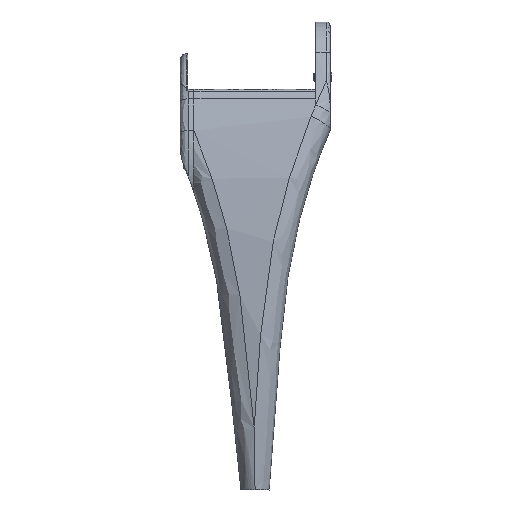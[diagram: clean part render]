
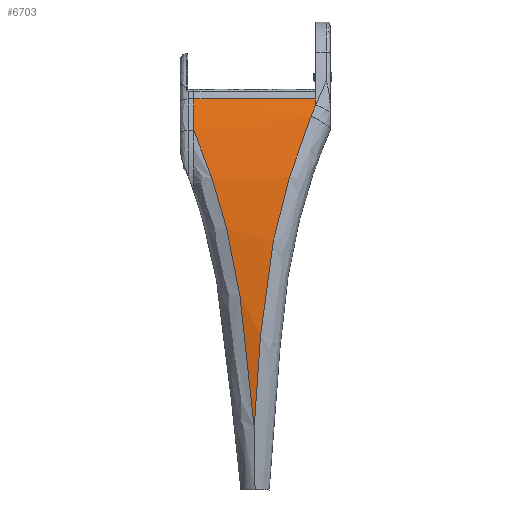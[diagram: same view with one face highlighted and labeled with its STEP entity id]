
A CAD part, top view. The second image highlights one B-rep face of the part: STEP entity #6703.
In plain terms, the highlighted free-form (B-spline) face has degree [5, 1] with [14, 2] control points.
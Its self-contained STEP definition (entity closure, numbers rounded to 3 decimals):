
#67=(
BOUNDED_SURFACE()
B_SPLINE_SURFACE(5,1,((#15639,#15640),(#15641,#15642),(#15643,#15644),(#15645,
#15646),(#15647,#15648),(#15649,#15650),(#15651,#15652),(#15653,#15654),
(#15655,#15656),(#15657,#15658),(#15659,#15660),(#15661,#15662),(#15663,
#15664),(#15665,#15666)),.UNSPECIFIED.,.F.,.F.,.F.)
B_SPLINE_SURFACE_WITH_KNOTS((6,1,1,1,1,1,1,1,1,6),(2,2),(-0.836,
-0.8,-0.7,-0.6,-0.5,-0.4,-0.3,-0.2,-0.1,0.),(0.,5.428),.UNSPECIFIED.)
GEOMETRIC_REPRESENTATION_ITEM()
RATIONAL_B_SPLINE_SURFACE(((1.,1.),(1.,1.),(1.,1.),(1.,1.),(1.,1.),(1.,
1.),(1.,1.),(1.,1.),(1.,1.),(1.,1.),(1.,1.),(1.,1.),(1.,1.),(1.,1.)))
REPRESENTATION_ITEM('')
SURFACE()
);
#407=B_SPLINE_CURVE_WITH_KNOTS('',3,(#15018,#15019,#15020,#15021),
 .UNSPECIFIED.,.F.,.F.,(4,4),(-1.201,0.),.UNSPECIFIED.);
#427=B_SPLINE_CURVE_WITH_KNOTS('',3,(#15563,#15564,#15565,#15566,#15567,
#15568,#15569,#15570,#15571,#15572),.UNSPECIFIED.,.F.,.F.,(4,1,1,1,1,1,
1,4),(-13.554,-10.844,-8.133,-6.777,
-5.422,-4.066,-2.711,-2.252),
 .UNSPECIFIED.);
#432=B_SPLINE_CURVE_WITH_KNOTS('',3,(#15635,#15636,#15637,#15638),
 .UNSPECIFIED.,.F.,.F.,(4,4),(-0.455,0.),
 .UNSPECIFIED.);
#433=B_SPLINE_CURVE_WITH_KNOTS('',3,(#15673,#15674,#15675,#15676,#15677,
#15678,#15679,#15680,#15681,#15682),.UNSPECIFIED.,.F.,.F.,(4,1,1,1,1,1,
1,4),(-8.847,-8.487,-5.871,-4.563,
-3.254,-1.946,-0.638,1.979),
 .UNSPECIFIED.);
#626=FACE_OUTER_BOUND('',#1011,.T.);
#1011=EDGE_LOOP('',(#5068,#5069,#5070,#5071,#5072,#5073));
#1584=(
BOUNDED_CURVE()
B_SPLINE_CURVE(5,(#15667,#15668,#15669,#15670,#15671,#15672),
 .UNSPECIFIED.,.F.,.F.)
B_SPLINE_CURVE_WITH_KNOTS((6,6),(-0.836,-0.818),
 .UNSPECIFIED.)
CURVE()
GEOMETRIC_REPRESENTATION_ITEM()
RATIONAL_B_SPLINE_CURVE((1.,1.,1.,1.,1.,1.))
REPRESENTATION_ITEM('')
);
#1711=LINE('',#15463,#2261);
#2261=VECTOR('',#7969,10.);
#2891=VERTEX_POINT('',#15004);
#2892=VERTEX_POINT('',#15017);
#2933=VERTEX_POINT('',#15356);
#2939=VERTEX_POINT('',#15462);
#2940=VERTEX_POINT('',#15560);
#2941=VERTEX_POINT('',#15562);
#3665=EDGE_CURVE('',#2891,#2892,#407,.T.);
#3722=EDGE_CURVE('',#2939,#2892,#1711,.T.);
#3725=EDGE_CURVE('',#2940,#2941,#427,.T.);
#3730=EDGE_CURVE('',#2933,#2940,#432,.T.);
#3731=EDGE_CURVE('',#2939,#2933,#1584,.T.);
#3732=EDGE_CURVE('',#2941,#2891,#433,.T.);
#5068=ORIENTED_EDGE('',*,*,#3725,.F.);
#5069=ORIENTED_EDGE('',*,*,#3730,.F.);
#5070=ORIENTED_EDGE('',*,*,#3731,.F.);
#5071=ORIENTED_EDGE('',*,*,#3722,.T.);
#5072=ORIENTED_EDGE('',*,*,#3665,.F.);
#5073=ORIENTED_EDGE('',*,*,#3732,.F.);
#6703=ADVANCED_FACE('',(#626),#67,.F.);
#7969=DIRECTION('',(-1.,0.,0.));
#15004=CARTESIAN_POINT('',(-75.114,3.579,57.576));
#15017=CARTESIAN_POINT('',(-75.114,15.095,54.213));
#15018=CARTESIAN_POINT('Ctrl Pts',(-75.114,3.579,57.576));
#15019=CARTESIAN_POINT('Ctrl Pts',(-75.114,7.464,56.627));
#15020=CARTESIAN_POINT('Ctrl Pts',(-75.114,11.308,55.512));
#15021=CARTESIAN_POINT('Ctrl Pts',(-75.114,15.095,54.213));
#15356=CARTESIAN_POINT('',(-30.984,12.959,54.924));
#15462=CARTESIAN_POINT('',(-30.984,15.095,54.213));
#15463=CARTESIAN_POINT('',(-25.834,15.095,54.213));
#15560=CARTESIAN_POINT('',(-32.734,8.692,56.223));
#15562=CARTESIAN_POINT('',(-53.308,-104.087,57.72));
#15563=CARTESIAN_POINT('Ctrl Pts',(-32.734,8.692,56.223));
#15564=CARTESIAN_POINT('Ctrl Pts',(-36.157,0.171,58.657));
#15565=CARTESIAN_POINT('Ctrl Pts',(-42.358,-17.478,
61.849));
#15566=CARTESIAN_POINT('Ctrl Pts',(-47.412,-40.263,
62.678));
#15567=CARTESIAN_POINT('Ctrl Pts',(-49.9,-58.551,
62.137));
#15568=CARTESIAN_POINT('Ctrl Pts',(-51.212,-72.255,
61.244));
#15569=CARTESIAN_POINT('Ctrl Pts',(-52.176,-85.909,
59.965));
#15570=CARTESIAN_POINT('Ctrl Pts',(-52.83,-96.509,58.719));
#15571=CARTESIAN_POINT('Ctrl Pts',(-53.21,-102.557,
57.926));
#15572=CARTESIAN_POINT('Ctrl Pts',(-53.308,-104.086,
57.72));
#15635=CARTESIAN_POINT('Ctrl Pts',(-30.984,12.959,54.924));
#15636=CARTESIAN_POINT('Ctrl Pts',(-31.575,11.546,55.381));
#15637=CARTESIAN_POINT('Ctrl Pts',(-32.159,10.123,55.814));
#15638=CARTESIAN_POINT('Ctrl Pts',(-32.734,8.692,56.223));
#15639=CARTESIAN_POINT('Ctrl Pts',(-25.834,15.095,54.213));
#15640=CARTESIAN_POINT('Ctrl Pts',(-80.114,15.095,54.213));
#15641=CARTESIAN_POINT('Ctrl Pts',(-25.834,14.242,54.505));
#15642=CARTESIAN_POINT('Ctrl Pts',(-80.114,14.242,54.505));
#15643=CARTESIAN_POINT('Ctrl Pts',(-25.834,10.97,55.595));
#15644=CARTESIAN_POINT('Ctrl Pts',(-80.114,10.97,55.595));
#15645=CARTESIAN_POINT('Ctrl Pts',(-25.834,5.096,57.335));
#15646=CARTESIAN_POINT('Ctrl Pts',(-80.114,5.096,57.335));
#15647=CARTESIAN_POINT('Ctrl Pts',(-25.834,-3.75,
59.419));
#15648=CARTESIAN_POINT('Ctrl Pts',(-80.114,-3.75,
59.419));
#15649=CARTESIAN_POINT('Ctrl Pts',(-25.834,-16.163,
61.362));
#15650=CARTESIAN_POINT('Ctrl Pts',(-80.114,-16.163,
61.362));
#15651=CARTESIAN_POINT('Ctrl Pts',(-25.834,-31.728,
62.511));
#15652=CARTESIAN_POINT('Ctrl Pts',(-80.114,-31.728,
62.511));
#15653=CARTESIAN_POINT('Ctrl Pts',(-25.834,-48.557,
62.623));
#15654=CARTESIAN_POINT('Ctrl Pts',(-80.114,-48.557,
62.623));
#15655=CARTESIAN_POINT('Ctrl Pts',(-25.834,-66.54,
61.791));
#15656=CARTESIAN_POINT('Ctrl Pts',(-80.114,-66.54,
61.791));
#15657=CARTESIAN_POINT('Ctrl Pts',(-25.834,-85.554,
60.115));
#15658=CARTESIAN_POINT('Ctrl Pts',(-80.114,-85.554,
60.115));
#15659=CARTESIAN_POINT('Ctrl Pts',(-25.834,-101.508,
58.164));
#15660=CARTESIAN_POINT('Ctrl Pts',(-80.114,-101.508,
58.164));
#15661=CARTESIAN_POINT('Ctrl Pts',(-25.834,-113.864,
56.382));
#15662=CARTESIAN_POINT('Ctrl Pts',(-80.114,-113.864,
56.382));
#15663=CARTESIAN_POINT('Ctrl Pts',(-25.834,-122.271,
55.055));
#15664=CARTESIAN_POINT('Ctrl Pts',(-80.114,-122.271,
55.055));
#15665=CARTESIAN_POINT('Ctrl Pts',(-25.834,-126.517,
54.356));
#15666=CARTESIAN_POINT('Ctrl Pts',(-80.114,-126.517,
54.356));
#15667=CARTESIAN_POINT('Ctrl Pts',(-30.984,15.095,54.213));
#15668=CARTESIAN_POINT('Ctrl Pts',(-30.984,14.672,54.358));
#15669=CARTESIAN_POINT('Ctrl Pts',(-30.984,14.247,54.502));
#15670=CARTESIAN_POINT('Ctrl Pts',(-30.984,13.819,54.644));
#15671=CARTESIAN_POINT('Ctrl Pts',(-30.984,13.39,54.785));
#15672=CARTESIAN_POINT('Ctrl Pts',(-30.984,12.959,54.924));
#15673=CARTESIAN_POINT('Ctrl Pts',(-53.309,-104.087,
57.719));
#15674=CARTESIAN_POINT('Ctrl Pts',(-53.419,-102.891,
57.88));
#15675=CARTESIAN_POINT('Ctrl Pts',(-54.325,-92.987,59.187));
#15676=CARTESIAN_POINT('Ctrl Pts',(-55.578,-78.672,60.763));
#15677=CARTESIAN_POINT('Ctrl Pts',(-57.66,-61.096,
61.998));
#15678=CARTESIAN_POINT('Ctrl Pts',(-59.721,-47.911,
62.493));
#15679=CARTESIAN_POINT('Ctrl Pts',(-62.446,-34.766,
62.455));
#15680=CARTESIAN_POINT('Ctrl Pts',(-67.086,-17.388,
61.519));
#15681=CARTESIAN_POINT('Ctrl Pts',(-71.695,-4.653,
59.589));
#15682=CARTESIAN_POINT('Ctrl Pts',(-75.114,3.579,57.576));
